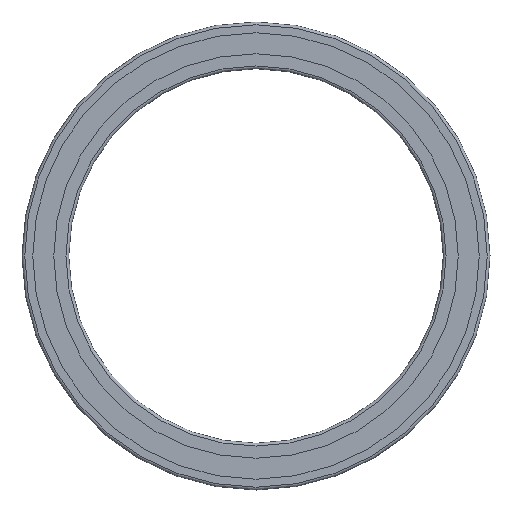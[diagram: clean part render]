
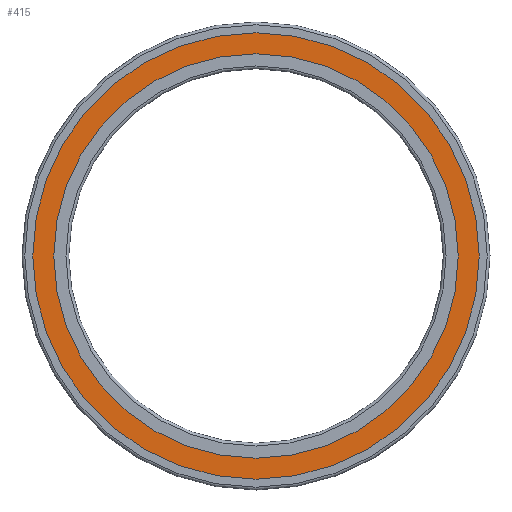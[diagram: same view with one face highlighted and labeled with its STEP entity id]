
A CAD part, left-side view. The second image highlights one B-rep face of the part: STEP entity #415.
In plain terms, the highlighted planar face has unit normal (-1, 0, 0).
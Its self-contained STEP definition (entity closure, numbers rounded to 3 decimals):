
#210=ORIENTED_EDGE('',*,*,#238,.T.);
#211=ORIENTED_EDGE('',*,*,#236,.F.);
#236=EDGE_CURVE('',#260,#260,#285,.T.);
#238=EDGE_CURVE('',#262,#262,#287,.T.);
#260=VERTEX_POINT('',#775);
#262=VERTEX_POINT('',#780);
#285=CIRCLE('',#511,47.689);
#287=CIRCLE('',#514,43.2);
#331=EDGE_LOOP('',(#210));
#332=EDGE_LOOP('',(#211));
#379=FACE_BOUND('',#331,.T.);
#380=FACE_BOUND('',#332,.T.);
#392=PLANE('',#513);
#415=ADVANCED_FACE('',(#379,#380),#392,.T.);
#511=AXIS2_PLACEMENT_3D('',#774,#636,#637);
#513=AXIS2_PLACEMENT_3D('',#778,#640,#641);
#514=AXIS2_PLACEMENT_3D('',#779,#642,#643);
#636=DIRECTION('',(1.,0.,0.));
#637=DIRECTION('',(0.,0.,-1.));
#640=DIRECTION('',(-1.,0.,0.));
#641=DIRECTION('',(0.,0.,1.));
#642=DIRECTION('',(1.,0.,0.));
#643=DIRECTION('',(0.,0.,-1.));
#774=CARTESIAN_POINT('',(0.12,0.,0.));
#775=CARTESIAN_POINT('',(0.12,0.,-47.689));
#778=CARTESIAN_POINT('',(0.12,47.689,0.));
#779=CARTESIAN_POINT('',(0.12,0.,0.));
#780=CARTESIAN_POINT('',(0.12,0.,-43.2));
